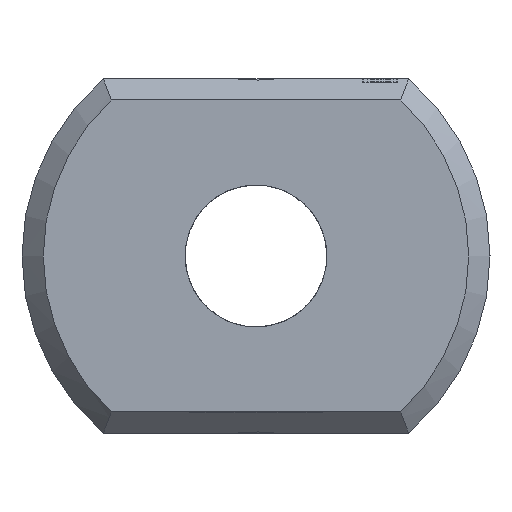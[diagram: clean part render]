
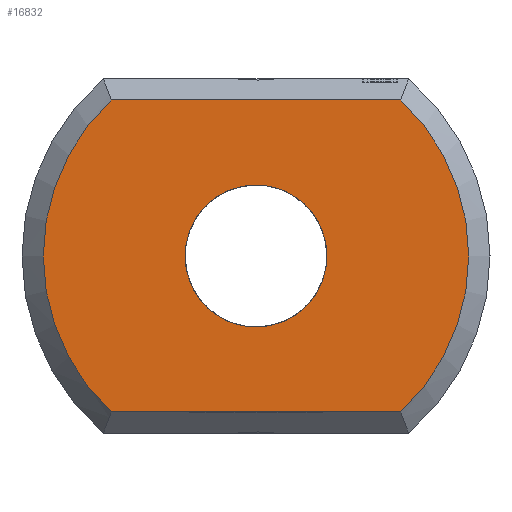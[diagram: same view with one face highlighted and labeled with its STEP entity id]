
A CAD part, left-side view. The second image highlights one B-rep face of the part: STEP entity #16832.
In plain terms, the highlighted planar face has unit normal (-1, 0, 0).
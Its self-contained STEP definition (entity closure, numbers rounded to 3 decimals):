
#4146 = VERTEX_POINT('',#4147);
#4147 = CARTESIAN_POINT('',(0.,-2.04,2.2));
#4156 = VERTEX_POINT('',#4157);
#4157 = CARTESIAN_POINT('',(0.,-2.04,-2.2));
#4164 = EDGE_CURVE('',#4146,#4156,#4165,.T.);
#4165 = CIRCLE('',#4166,3.);
#4166 = AXIS2_PLACEMENT_3D('',#4167,#4168,#4169);
#4167 = CARTESIAN_POINT('',(0.,0.,0.));
#4168 = DIRECTION('',(1.,0.,0.));
#4169 = DIRECTION('',(0.,-0.653,0.758)
  );
#5354 = VERTEX_POINT('',#5355);
#5355 = CARTESIAN_POINT('',(0.,2.04,2.2));
#5362 = EDGE_CURVE('',#4146,#5354,#5363,.T.);
#5363 = LINE('',#5364,#5365);
#5364 = CARTESIAN_POINT('',(0.,-2.154,2.2));
#5365 = VECTOR('',#5366,1.);
#5366 = DIRECTION('',(0.,1.,0.));
#16832 = ADVANCED_FACE('',(#16833,#16852),#16863,.F.);
#16833 = FACE_BOUND('',#16834,.F.);
#16834 = EDGE_LOOP('',(#16835,#16844,#16845,#16846));
#16835 = ORIENTED_EDGE('',*,*,#16836,.T.);
#16836 = EDGE_CURVE('',#16837,#5354,#16839,.T.);
#16837 = VERTEX_POINT('',#16838);
#16838 = CARTESIAN_POINT('',(0.,2.04,-2.2));
#16839 = CIRCLE('',#16840,3.);
#16840 = AXIS2_PLACEMENT_3D('',#16841,#16842,#16843);
#16841 = CARTESIAN_POINT('',(0.,0.,0.));
#16842 = DIRECTION('',(1.,0.,0.));
#16843 = DIRECTION('',(0.,0.653,-0.758)
  );
#16844 = ORIENTED_EDGE('',*,*,#5362,.F.);
#16845 = ORIENTED_EDGE('',*,*,#4164,.T.);
#16846 = ORIENTED_EDGE('',*,*,#16847,.T.);
#16847 = EDGE_CURVE('',#4156,#16837,#16848,.T.);
#16848 = LINE('',#16849,#16850);
#16849 = CARTESIAN_POINT('',(0.,-2.154,-2.2));
#16850 = VECTOR('',#16851,1.);
#16851 = DIRECTION('',(0.,1.,0.));
#16852 = FACE_BOUND('',#16853,.T.);
#16853 = EDGE_LOOP('',(#16854));
#16854 = ORIENTED_EDGE('',*,*,#16855,.T.);
#16855 = EDGE_CURVE('',#16856,#16856,#16858,.T.);
#16856 = VERTEX_POINT('',#16857);
#16857 = CARTESIAN_POINT('',(0.,1.,0.)
  );
#16858 = CIRCLE('',#16859,1.);
#16859 = AXIS2_PLACEMENT_3D('',#16860,#16861,#16862);
#16860 = CARTESIAN_POINT('',(0.,0.,0.));
#16861 = DIRECTION('',(1.,0.,0.));
#16862 = DIRECTION('',(0.,1.,0.));
#16863 = PLANE('',#16864);
#16864 = AXIS2_PLACEMENT_3D('',#16865,#16866,#16867);
#16865 = CARTESIAN_POINT('',(0.,0.,0.));
#16866 = DIRECTION('',(1.,0.,0.));
#16867 = DIRECTION('',(0.,0.,1.));
